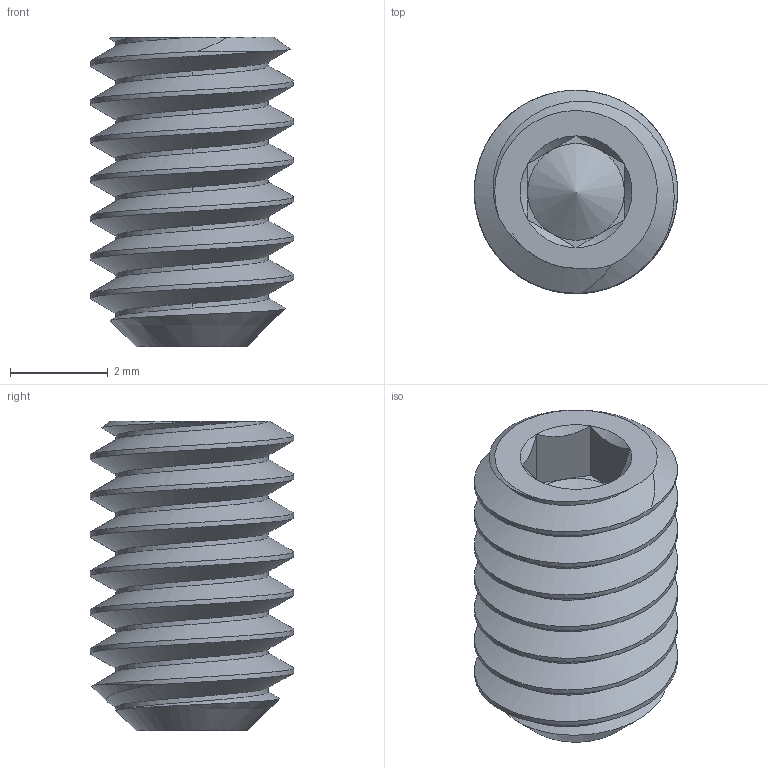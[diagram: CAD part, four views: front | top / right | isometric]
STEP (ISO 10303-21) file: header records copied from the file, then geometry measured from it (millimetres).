
FILE_DESCRIPTION(/* description */ (''),/* implementation_level */ '2;1');
FILE_NAME(/* name */ 'CutterHead_FR188ZZ_Alternate.91375A190.step',/* time_stamp */ '2020-09-18T12:55:35-07:00',/* author */ (''),/* organization */ (''),/* preprocessor_version */ 'ST-DEVELOPER v18.1',/* originating_system */ 'Autodesk Translation Framework v9.3.0.1241',/* authorisation */ '');
FILE_SCHEMA (('AUTOMOTIVE_DESIGN { 1 0 10303 214 3 1 1 }'));
Length unit declared in the file: inch
Products named in the file (1): 91375A190
Bounding box: 4.17 x 4.17 x 6.35 mm (x, y, z)
Volume: 58.5 mm3; surface area: 144.5 mm2
Topology: 1 solids, 1 shells, 41 faces, 101 edges, 61 vertices
Faces by surface type: cylinder 15, plane 13, cone 11, bspline 2
Full cylindrical faces by diameter (mm): 3.134 x7, 4.166 x5
Entity records: 2485 total; most frequent: CARTESIAN_POINT 1587, ORIENTED_EDGE 198, DIRECTION 157, EDGE_CURVE 99, VERTEX_POINT 61, AXIS2_PLACEMENT_3D 61, EDGE_LOOP 42, FACE_OUTER_BOUND 41
